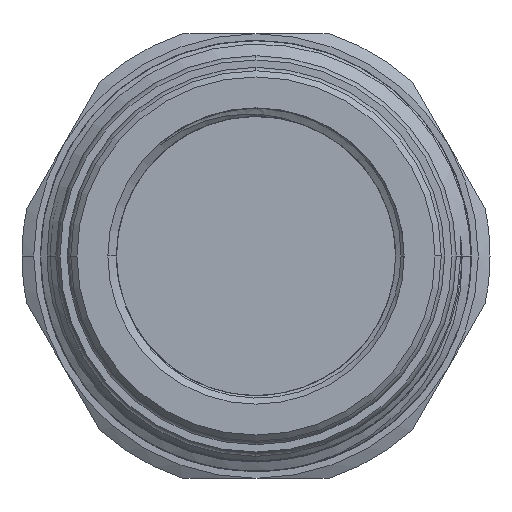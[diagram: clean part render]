
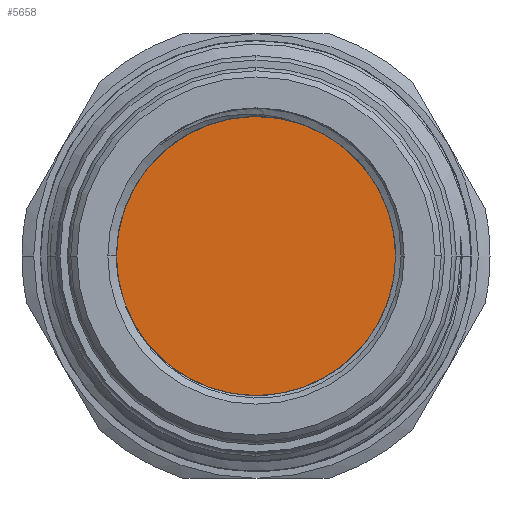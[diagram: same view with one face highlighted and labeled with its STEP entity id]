
A CAD part, left-side view. The second image highlights one B-rep face of the part: STEP entity #5658.
In plain terms, the highlighted planar face has unit normal (-1, 0, 0).
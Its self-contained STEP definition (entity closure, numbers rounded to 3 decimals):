
#15 = VERTEX_POINT ( 'NONE', #1517 ) ;
#429 = VERTEX_POINT ( 'NONE', #1342 ) ;
#716 = ORIENTED_EDGE ( 'NONE', *, *, #13052, .T. ) ;
#801 = AXIS2_PLACEMENT_3D ( 'NONE', #12226, #13438, #11064 ) ;
#1116 = CARTESIAN_POINT ( 'NONE',  ( 6.15, 0., 0. ) ) ;
#1291 = CARTESIAN_POINT ( 'NONE',  ( 6.15, 0., 0. ) ) ;
#1342 = CARTESIAN_POINT ( 'NONE',  ( 6.15, -11.3, 0. ) ) ;
#1517 = CARTESIAN_POINT ( 'NONE',  ( 6.15, 11.3, 0. ) ) ;
#2128 = CIRCLE ( 'NONE', #5983, 11.3 ) ;
#2199 = AXIS2_PLACEMENT_3D ( 'NONE', #1116, #9713, #14314 ) ;
#3642 = ORIENTED_EDGE ( 'NONE', *, *, #13865, .T. ) ;
#4663 = EDGE_LOOP ( 'NONE', ( #716, #3642 ) ) ;
#5658 = ADVANCED_FACE ( 'NONE', ( #8238 ), #14496, .T. ) ;
#5983 = AXIS2_PLACEMENT_3D ( 'NONE', #1291, #6275, #13605 ) ;
#6275 = DIRECTION ( 'NONE',  ( -1., 0., 0. ) ) ;
#8238 = FACE_OUTER_BOUND ( 'NONE', #4663, .T. ) ;
#9713 = DIRECTION ( 'NONE',  ( -1., 0., 0. ) ) ;
#10603 = CIRCLE ( 'NONE', #2199, 11.3 ) ;
#11064 = DIRECTION ( 'NONE',  ( 0., 0., 1. ) ) ;
#12226 = CARTESIAN_POINT ( 'NONE',  ( 6.15, 0., 0. ) ) ;
#13052 = EDGE_CURVE ( 'NONE', #429, #15, #2128, .T. ) ;
#13438 = DIRECTION ( 'NONE',  ( -1., 0., 0. ) ) ;
#13605 = DIRECTION ( 'NONE',  ( 0., 0., 1. ) ) ;
#13865 = EDGE_CURVE ( 'NONE', #15, #429, #10603, .T. ) ;
#14314 = DIRECTION ( 'NONE',  ( 0., 0., 1. ) ) ;
#14496 = PLANE ( 'NONE',  #801 ) ;
